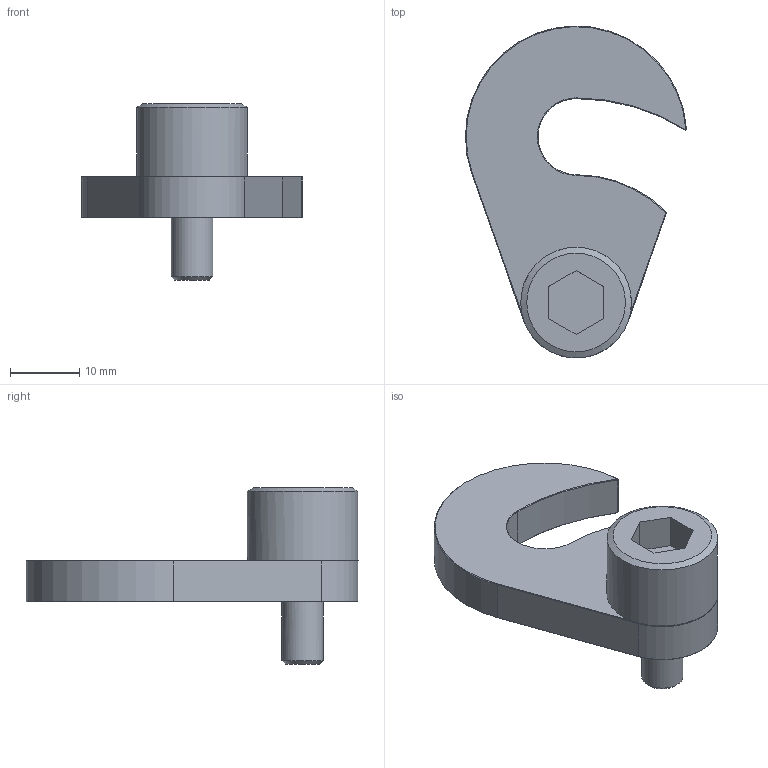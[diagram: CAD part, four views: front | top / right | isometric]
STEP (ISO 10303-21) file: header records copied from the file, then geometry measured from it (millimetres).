
FILE_DESCRIPTION( ( 'Unknown' ), '1' );
FILE_NAME( 'PT24-0632.stp', 'Unknown', ( 'Unknown' ), ( 'Unknown' ), 'XStep 1.0', 'Unknown', ' ' );
FILE_SCHEMA( ( 'CONFIG_CONTROL_DESIGN' ) );
Length unit declared in the file: millimetre
Products named in the file (1): 1
Bounding box: 31.97 x 47.99 x 25.46 mm (x, y, z)
Volume: 7382.7 mm3; surface area: 3541.2 mm2
Topology: 1 solids, 1 shells, 43 faces, 92 edges, 53 vertices
Faces by surface type: plane 24, cone 12, cylinder 7
Full cylindrical faces by diameter (mm): 6 x1, 16 x1
Entity records: 1139 total; most frequent: DIRECTION 201, CARTESIAN_POINT 181, ORIENTED_EDGE 172, EDGE_CURVE 86, AXIS2_PLACEMENT_3D 71, LINE 59, VECTOR 59, VERTEX_POINT 51
